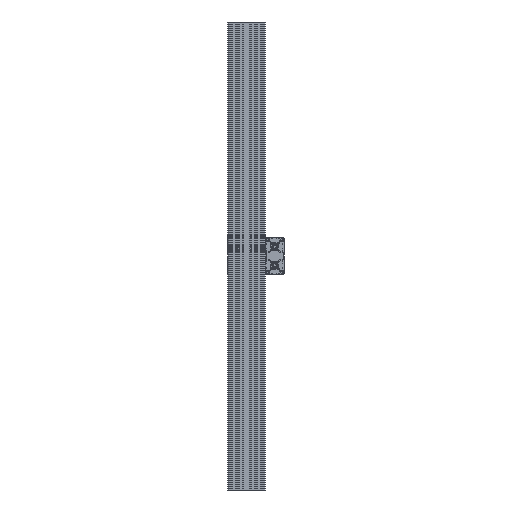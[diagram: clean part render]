
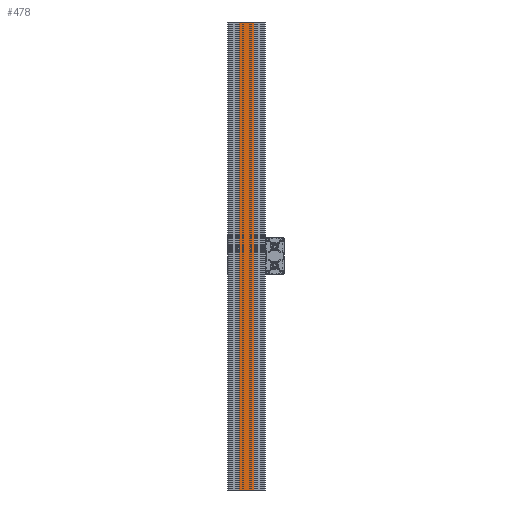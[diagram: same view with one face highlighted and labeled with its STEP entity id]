
A CAD part, left-side view. The second image highlights one B-rep face of the part: STEP entity #478.
In plain terms, the highlighted planar face has unit normal (-1, 0, 0).
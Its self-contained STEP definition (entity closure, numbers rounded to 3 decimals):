
#422=CARTESIAN_POINT('',(-19.921,-15.685,1000.));
#423=VERTEX_POINT('',#422);
#430=CARTESIAN_POINT('',(-19.921,-15.685,0.));
#431=VERTEX_POINT('',#430);
#432=CARTESIAN_POINT('',(-19.921,-15.685,0.));
#433=DIRECTION('',(0.,0.,1.));
#434=VECTOR('',#433,10000.);
#435=LINE('',#432,#434);
#436=EDGE_CURVE('',#431,#423,#435,.T.);
#448=CARTESIAN_POINT('',(-19.921,0.215,0.));
#449=DIRECTION('',(-1.,0.,0.));
#450=DIRECTION('',(0.,-1.,0.));
#451=AXIS2_PLACEMENT_3D('',#448,#449,#450);
#452=PLANE('',#451);
#453=CARTESIAN_POINT('',(-19.921,16.115,1000.));
#454=VERTEX_POINT('',#453);
#455=CARTESIAN_POINT('',(-19.921,-301.885,1000.));
#456=DIRECTION('',(0.,1.,0.));
#457=VECTOR('',#456,318.);
#458=LINE('',#455,#457);
#459=EDGE_CURVE('',#423,#454,#458,.T.);
#460=ORIENTED_EDGE('',*,*,#459,.T.);
#461=CARTESIAN_POINT('',(-19.921,16.115,0.));
#462=VERTEX_POINT('',#461);
#463=CARTESIAN_POINT('',(-19.921,16.115,0.));
#464=DIRECTION('',(0.,0.,1.));
#465=VECTOR('',#464,10000.);
#466=LINE('',#463,#465);
#467=EDGE_CURVE('',#462,#454,#466,.T.);
#468=ORIENTED_EDGE('',*,*,#467,.F.);
#469=CARTESIAN_POINT('',(-19.921,16.115,0.));
#470=DIRECTION('',(0.,-1.,0.));
#471=VECTOR('',#470,318.);
#472=LINE('',#469,#471);
#473=EDGE_CURVE('',#462,#431,#472,.T.);
#474=ORIENTED_EDGE('',*,*,#473,.T.);
#475=ORIENTED_EDGE('',*,*,#436,.T.);
#476=EDGE_LOOP('',(#460,#468,#474,#475));
#477=FACE_BOUND('',#476,.T.);
#478=ADVANCED_FACE('',(#477),#452,.T.);
